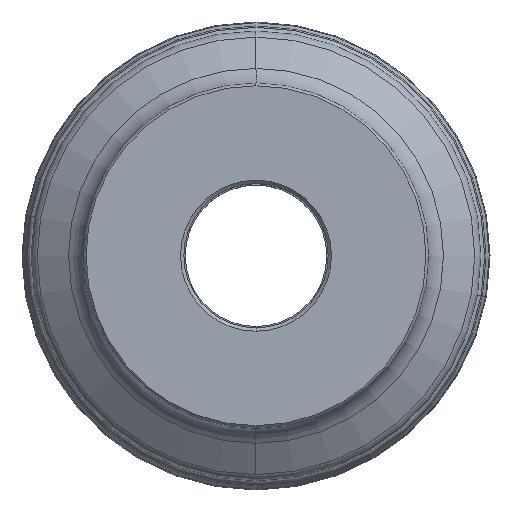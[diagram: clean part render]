
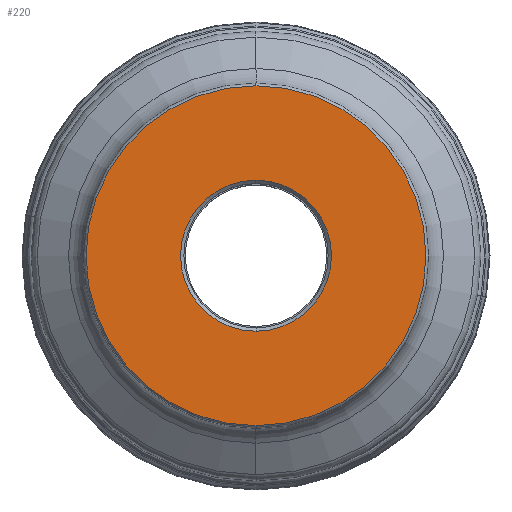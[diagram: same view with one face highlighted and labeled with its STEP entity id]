
A CAD part, top view. The second image highlights one B-rep face of the part: STEP entity #220.
In plain terms, the highlighted planar face has unit normal (0, 0, 1).
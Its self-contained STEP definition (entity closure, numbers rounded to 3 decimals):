
#46=PLANE('',#2516);
#55=FACE_BOUND('',#525,.T.);
#56=FACE_BOUND('',#526,.T.);
#220=ADVANCED_FACE('',(#55,#56),#46,.T.);
#525=EDGE_LOOP('',(#1024,#1025,#1026,#1027));
#526=EDGE_LOOP('',(#1028,#1029));
#1024=ORIENTED_EDGE('',*,*,#1568,.T.);
#1025=ORIENTED_EDGE('',*,*,#1569,.T.);
#1026=ORIENTED_EDGE('',*,*,#1570,.F.);
#1027=ORIENTED_EDGE('',*,*,#1571,.F.);
#1028=ORIENTED_EDGE('',*,*,#1567,.T.);
#1029=ORIENTED_EDGE('',*,*,#1565,.T.);
#1286=VERTEX_POINT('',#4436);
#1287=VERTEX_POINT('',#4438);
#1288=VERTEX_POINT('',#4444);
#1289=VERTEX_POINT('',#4445);
#1290=VERTEX_POINT('',#4447);
#1291=VERTEX_POINT('',#4449);
#1565=EDGE_CURVE('',#1287,#1286,#1868,.T.);
#1567=EDGE_CURVE('',#1286,#1287,#1869,.T.);
#1568=EDGE_CURVE('',#1288,#1289,#1870,.T.);
#1569=EDGE_CURVE('',#1289,#1290,#1871,.T.);
#1570=EDGE_CURVE('',#1291,#1290,#1872,.T.);
#1571=EDGE_CURVE('',#1288,#1291,#1873,.T.);
#1868=CIRCLE('',#2508,27.1);
#1869=CIRCLE('',#2510,27.1);
#1870=CIRCLE('',#2512,61.029);
#1871=CIRCLE('',#2513,61.029);
#1872=CIRCLE('',#2514,61.029);
#1873=CIRCLE('',#2515,61.029);
#2508=AXIS2_PLACEMENT_3D('',#4437,#3248,#3249);
#2510=AXIS2_PLACEMENT_3D('',#4441,#3253,#3254);
#2512=AXIS2_PLACEMENT_3D('',#4443,#3257,#3258);
#2513=AXIS2_PLACEMENT_3D('',#4446,#3259,#3260);
#2514=AXIS2_PLACEMENT_3D('',#4448,#3261,#3262);
#2515=AXIS2_PLACEMENT_3D('',#4450,#3263,#3264);
#2516=AXIS2_PLACEMENT_3D('',#4451,#3265,#3266);
#3248=DIRECTION('',(0.,0.,-1.));
#3249=DIRECTION('',(0.,-1.,0.));
#3253=DIRECTION('',(0.,0.,-1.));
#3254=DIRECTION('',(0.,1.,0.));
#3257=DIRECTION('',(0.,0.,1.));
#3258=DIRECTION('',(0.,1.,0.));
#3259=DIRECTION('',(0.,0.,1.));
#3260=DIRECTION('',(0.,-1.,0.));
#3261=DIRECTION('',(0.,0.,-1.));
#3262=DIRECTION('',(0.,-1.,0.));
#3263=DIRECTION('',(0.,0.,-1.));
#3264=DIRECTION('',(0.,1.,0.));
#3265=DIRECTION('',(0.,0.,1.));
#3266=DIRECTION('',(0.,-1.,0.));
#4436=CARTESIAN_POINT('',(0.,27.1,0.));
#4437=CARTESIAN_POINT('',(0.,0.,0.));
#4438=CARTESIAN_POINT('',(0.,-27.1,0.));
#4441=CARTESIAN_POINT('',(0.,0.,0.));
#4443=CARTESIAN_POINT('',(0.,0.,0.));
#4444=CARTESIAN_POINT('',(-0.016,61.029,0.));
#4445=CARTESIAN_POINT('',(0.,-61.029,0.));
#4446=CARTESIAN_POINT('',(0.,0.,0.));
#4447=CARTESIAN_POINT('',(0.016,-61.029,0.));
#4448=CARTESIAN_POINT('',(0.,0.,0.));
#4449=CARTESIAN_POINT('',(0.,61.029,0.));
#4450=CARTESIAN_POINT('',(0.,0.,0.));
#4451=CARTESIAN_POINT('',(0.,0.,0.));
